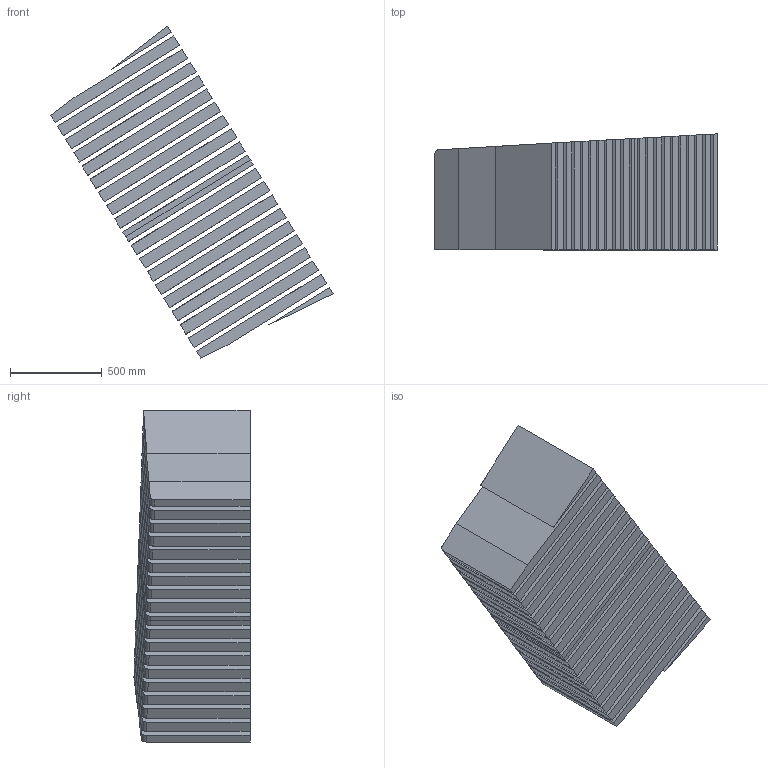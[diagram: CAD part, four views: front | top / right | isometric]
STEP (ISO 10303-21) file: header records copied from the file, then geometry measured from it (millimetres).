
FILE_DESCRIPTION(('FreeCAD Model'),'2;1');
FILE_NAME('detailed_HCPB/HCPB_sample_envelope_neutron_multiplier.step', '2018-01-22T16:31:13',('FreeCAD'),('FreeCAD'), 'Open CASCADE STEP processor 7.1','FreeCAD','Unknown');
FILE_SCHEMA(('AUTOMOTIVE_DESIGN_CC2 { 1 2 10303 214 -1 1 5 4 }'));
Length unit declared in the file: millimetre
Products named in the file (23): Open CASCADE STEP translator 7.1 7; Open CASCADE STEP translator 7.1 7.1; Open CASCADE STEP translator 7.1 7.2; Open CASCADE STEP translator 7.1 7.3; Open CASCADE STEP translator 7.1 7.4; Open CASCADE STEP translator 7.1 7.5; Open CASCADE STEP translator 7.1 7.6; Open CASCADE STEP translator 7.1 7.7; Open CASCADE STEP translator 7.1 7.8; Open CASCADE STEP translator 7.1 7.9; Open CASCADE STEP translator 7.1 7.10; Open CASCADE STEP translator 7.1 7.11; Open CASCADE STEP translator 7.1 7.12; Open CASCADE STEP translator 7.1 7.13; Open CASCADE STEP translator 7.1 7.14; Open CASCADE STEP translator 7.1 7.15; Open CASCADE STEP translator 7.1 7.16; Open CASCADE STEP translator 7.1 7.17; Open CASCADE STEP translator 7.1 7.18; Open CASCADE STEP translator 7.1 7.19; Open CASCADE STEP translator 7.1 7.20; Open CASCADE STEP translator 7.1 7.21; Open CASCADE STEP translator 7.1 7.22
Assembly tree (22 placements, depth 2):
  Open CASCADE STEP translator 7.1 7
    Open CASCADE STEP translator 7.1 7.1
    Open CASCADE STEP translator 7.1 7.2
    Open CASCADE STEP translator 7.1 7.3
    Open CASCADE STEP translator 7.1 7.4
    Open CASCADE STEP translator 7.1 7.5
    Open CASCADE STEP translator 7.1 7.6
    Open CASCADE STEP translator 7.1 7.7
    Open CASCADE STEP translator 7.1 7.8
    Open CASCADE STEP translator 7.1 7.9
    Open CASCADE STEP translator 7.1 7.10
    Open CASCADE STEP translator 7.1 7.11
    Open CASCADE STEP translator 7.1 7.12
    Open CASCADE STEP translator 7.1 7.13
    Open CASCADE STEP translator 7.1 7.14
    Open CASCADE STEP translator 7.1 7.15
    Open CASCADE STEP translator 7.1 7.16
    Open CASCADE STEP translator 7.1 7.17
    Open CASCADE STEP translator 7.1 7.18
    Open CASCADE STEP translator 7.1 7.19
    Open CASCADE STEP translator 7.1 7.20
    Open CASCADE STEP translator 7.1 7.21
    Open CASCADE STEP translator 7.1 7.22
Bounding box: 1541.39 x 634.3 x 1813.49 mm (x, y, z)
Volume: 543833840.6 mm3; surface area: 22957057.5 mm2
Topology: 22 solids, 22 shells, 152 faces, 324 edges, 216 vertices
Faces by surface type: plane 132, cylinder 20
Entity records: 8377 total; most frequent: CARTESIAN_POINT 2170, DIRECTION 835, ORIENTED_EDGE 648, PCURVE 648, DEFINITIONAL_REPRESENTATION 648, B_SPLINE_CURVE_WITH_KNOTS 527, LINE 365, VECTOR 365
